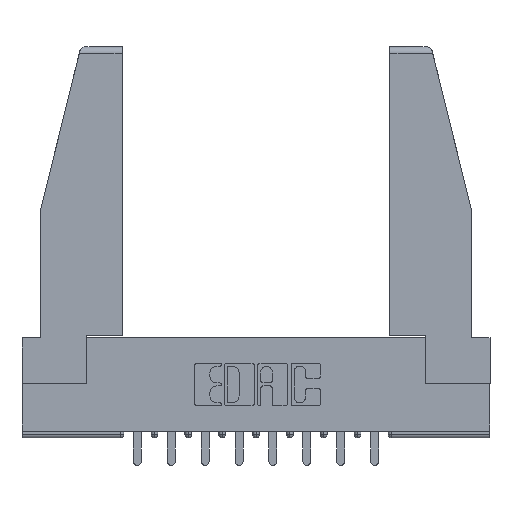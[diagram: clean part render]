
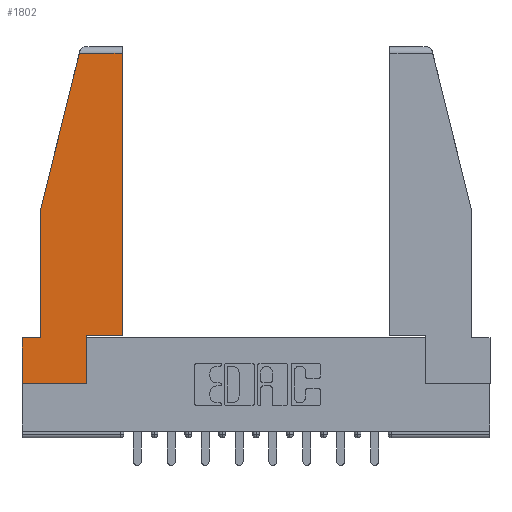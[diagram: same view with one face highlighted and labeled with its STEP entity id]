
A CAD part, top view. The second image highlights one B-rep face of the part: STEP entity #1802.
In plain terms, the highlighted planar face has unit normal (0, 0, 1).
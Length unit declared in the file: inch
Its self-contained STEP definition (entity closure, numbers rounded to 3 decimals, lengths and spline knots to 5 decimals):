
#76 = EDGE_CURVE ( 'NONE', #12955, #2155, #2967, .T. ) ;
#356 = PLANE ( 'NONE',  #5269 ) ;
#444 = CARTESIAN_POINT ( 'NONE',  ( 0.271, 1.55, 0. ) ) ;
#446 = LINE ( 'NONE', #7681, #3524 ) ;
#591 = VERTEX_POINT ( 'NONE', #1306 ) ;
#1060 = CARTESIAN_POINT ( 'NONE',  ( 0.297, 0., 0. ) ) ;
#1299 = CARTESIAN_POINT ( 'NONE',  ( 0., 0., 0. ) ) ;
#1306 = CARTESIAN_POINT ( 'NONE',  ( 0.297, 0.223, 0. ) ) ;
#1626 = DIRECTION ( 'NONE',  ( -1., 0., 0. ) ) ;
#1774 = CARTESIAN_POINT ( 'NONE',  ( 0.2636, 1.52, 0. ) ) ;
#1802 = ADVANCED_FACE ( 'NONE', ( #9727 ), #356, .T. ) ;
#2026 = ORIENTED_EDGE ( 'NONE', *, *, #4781, .T. ) ;
#2075 = CARTESIAN_POINT ( 'NONE',  ( 0.297, 0.223, 0. ) ) ;
#2155 = VERTEX_POINT ( 'NONE', #8099 ) ;
#2322 = EDGE_CURVE ( 'NONE', #2155, #591, #6280, .T. ) ;
#2369 = CARTESIAN_POINT ( 'NONE',  ( 0.086, 0.8, 0. ) ) ;
#2424 = ORIENTED_EDGE ( 'NONE', *, *, #2322, .T. ) ;
#2597 = EDGE_CURVE ( 'NONE', #13867, #3203, #8670, .T. ) ;
#2858 = CARTESIAN_POINT ( 'NONE',  ( 0.461, 0.223, 0. ) ) ;
#2967 = LINE ( 'NONE', #1299, #4008 ) ;
#3035 = ORIENTED_EDGE ( 'NONE', *, *, #76, .T. ) ;
#3203 = VERTEX_POINT ( 'NONE', #3571 ) ;
#3524 = VECTOR ( 'NONE', #13238, 39.37008 ) ;
#3559 = DIRECTION ( 'NONE',  ( 1., 0., 0. ) ) ;
#3571 = CARTESIAN_POINT ( 'NONE',  ( 0., 0.21, 0. ) ) ;
#3646 = CARTESIAN_POINT ( 'NONE',  ( 0., 0., 0. ) ) ;
#3742 = ORIENTED_EDGE ( 'NONE', *, *, #13249, .T. ) ;
#3902 = CARTESIAN_POINT ( 'NONE',  ( 0.461, 1.52, 0. ) ) ;
#4008 = VECTOR ( 'NONE', #6729, 39.37008 ) ;
#4029 = VECTOR ( 'NONE', #5668, 39.37008 ) ;
#4160 = LINE ( 'NONE', #444, #10532 ) ;
#4550 = ORIENTED_EDGE ( 'NONE', *, *, #2597, .T. ) ;
#4601 = CARTESIAN_POINT ( 'NONE',  ( 0.086, 0.21, 0. ) ) ;
#4781 = EDGE_CURVE ( 'NONE', #5253, #8753, #9511, .T. ) ;
#5244 = LINE ( 'NONE', #8588, #12506 ) ;
#5253 = VERTEX_POINT ( 'NONE', #3902 ) ;
#5269 = AXIS2_PLACEMENT_3D ( 'NONE', #3646, #5871, #3559 ) ;
#5401 = VECTOR ( 'NONE', #1626, 39.37008 ) ;
#5429 = EDGE_CURVE ( 'NONE', #591, #6488, #11576, .T. ) ;
#5668 = DIRECTION ( 'NONE',  ( 0., -1., 0. ) ) ;
#5871 = DIRECTION ( 'NONE',  ( 0., 0., 1. ) ) ;
#6280 = LINE ( 'NONE', #1060, #7833 ) ;
#6488 = VERTEX_POINT ( 'NONE', #2858 ) ;
#6729 = DIRECTION ( 'NONE',  ( 1., 0., 0. ) ) ;
#7681 = CARTESIAN_POINT ( 'NONE',  ( 0., 0.21, 0. ) ) ;
#7833 = VECTOR ( 'NONE', #10781, 39.37008 ) ;
#8099 = CARTESIAN_POINT ( 'NONE',  ( 0.297, 0., 0. ) ) ;
#8167 = CARTESIAN_POINT ( 'NONE',  ( 0., 1.52, 0. ) ) ;
#8339 = VECTOR ( 'NONE', #9107, 39.37008 ) ;
#8525 = DIRECTION ( 'NONE',  ( 1., 0., 0. ) ) ;
#8588 = CARTESIAN_POINT ( 'NONE',  ( 0.461, 0.223, 0. ) ) ;
#8653 = CARTESIAN_POINT ( 'NONE',  ( 0., 0., 0. ) ) ;
#8670 = LINE ( 'NONE', #11496, #5401 ) ;
#8753 = VERTEX_POINT ( 'NONE', #1774 ) ;
#9107 = DIRECTION ( 'NONE',  ( -1., 0., 0. ) ) ;
#9418 = EDGE_CURVE ( 'NONE', #3203, #12955, #446, .T. ) ;
#9467 = EDGE_CURVE ( 'NONE', #6488, #5253, #5244, .T. ) ;
#9511 = LINE ( 'NONE', #8167, #8339 ) ;
#9727 = FACE_OUTER_BOUND ( 'NONE', #14149, .T. ) ;
#9839 = EDGE_CURVE ( 'NONE', #10650, #13867, #9892, .T. ) ;
#9892 = LINE ( 'NONE', #2369, #4029 ) ;
#10532 = VECTOR ( 'NONE', #12348, 39.37008 ) ;
#10650 = VERTEX_POINT ( 'NONE', #10846 ) ;
#10781 = DIRECTION ( 'NONE',  ( 0., 1., 0. ) ) ;
#10846 = CARTESIAN_POINT ( 'NONE',  ( 0.086, 0.8, 0. ) ) ;
#10893 = DIRECTION ( 'NONE',  ( 0., 1., 0. ) ) ;
#11496 = CARTESIAN_POINT ( 'NONE',  ( 0., 0.21, 0. ) ) ;
#11576 = LINE ( 'NONE', #2075, #13829 ) ;
#12260 = ORIENTED_EDGE ( 'NONE', *, *, #9467, .T. ) ;
#12348 = DIRECTION ( 'NONE',  ( -0.239, -0.971, 0. ) ) ;
#12506 = VECTOR ( 'NONE', #10893, 39.37008 ) ;
#12628 = ORIENTED_EDGE ( 'NONE', *, *, #9418, .T. ) ;
#12780 = ORIENTED_EDGE ( 'NONE', *, *, #9839, .T. ) ;
#12955 = VERTEX_POINT ( 'NONE', #8653 ) ;
#13238 = DIRECTION ( 'NONE',  ( 0., -1., 0. ) ) ;
#13249 = EDGE_CURVE ( 'NONE', #8753, #10650, #4160, .T. ) ;
#13414 = ORIENTED_EDGE ( 'NONE', *, *, #5429, .T. ) ;
#13829 = VECTOR ( 'NONE', #8525, 39.37008 ) ;
#13867 = VERTEX_POINT ( 'NONE', #4601 ) ;
#14149 = EDGE_LOOP ( 'NONE', ( #12260, #2026, #3742, #12780, #4550, #12628, #3035, #2424, #13414 ) ) ;
